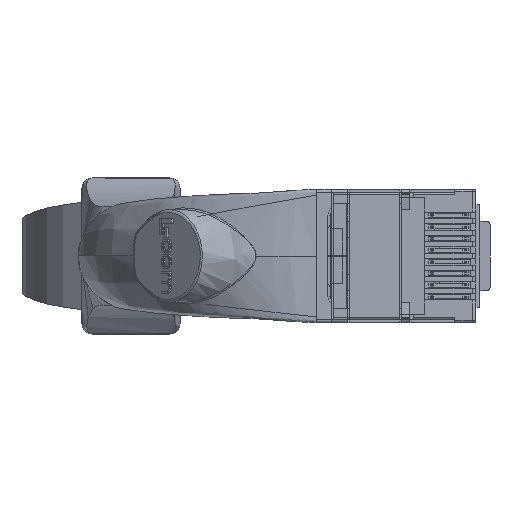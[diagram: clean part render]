
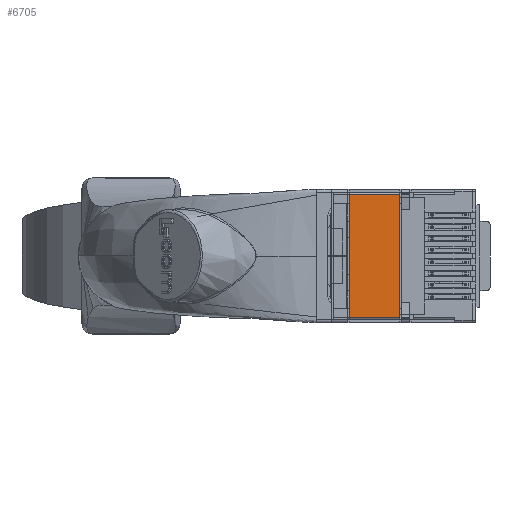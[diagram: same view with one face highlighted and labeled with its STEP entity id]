
A CAD part, left-side view. The second image highlights one B-rep face of the part: STEP entity #6705.
In plain terms, the highlighted face is planar.
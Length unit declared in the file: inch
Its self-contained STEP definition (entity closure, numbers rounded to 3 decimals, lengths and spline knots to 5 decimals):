
#1165 = ORIENTED_EDGE ( 'NONE', *, *, #44814, .F. ) ;
#4533 = VERTEX_POINT ( 'NONE', #11461 ) ;
#6187 = VERTEX_POINT ( 'NONE', #36953 ) ;
#6705 = ADVANCED_FACE ( 'NONE', ( #8236 ), #48061, .F. ) ;
#7089 = EDGE_CURVE ( 'NONE', #4533, #6187, #41489, .T. ) ;
#8236 = FACE_OUTER_BOUND ( 'NONE', #25742, .T. ) ;
#8649 = DIRECTION ( 'NONE',  ( -1., 0., 0. ) ) ;
#8995 = CARTESIAN_POINT ( 'NONE',  ( -0.24606, 0., 0.22992 ) ) ;
#11043 = ORIENTED_EDGE ( 'NONE', *, *, #48403, .T. ) ;
#11461 = CARTESIAN_POINT ( 'NONE',  ( 0.18898, 0., -0.2122 ) ) ;
#11509 = LINE ( 'NONE', #22300, #38595 ) ;
#12058 = CARTESIAN_POINT ( 'NONE',  ( 0.18898, 0., -0.22992 ) ) ;
#12381 = VECTOR ( 'NONE', #47038, 39.37008 ) ;
#15433 = AXIS2_PLACEMENT_3D ( 'NONE', #8995, #32252, #8649 ) ;
#19339 = CARTESIAN_POINT ( 'NONE',  ( 0.01575, 0., 0.2122 ) ) ;
#19473 = DIRECTION ( 'NONE',  ( 0., 0., 1. ) ) ;
#19578 = VERTEX_POINT ( 'NONE', #32088 ) ;
#19688 = VECTOR ( 'NONE', #44589, 39.37008 ) ;
#22300 = CARTESIAN_POINT ( 'NONE',  ( 0.01575, 0., -0.22992 ) ) ;
#25742 = EDGE_LOOP ( 'NONE', ( #26890, #37590, #1165, #11043 ) ) ;
#26890 = ORIENTED_EDGE ( 'NONE', *, *, #7089, .T. ) ;
#30045 = VERTEX_POINT ( 'NONE', #46116 ) ;
#30235 = DIRECTION ( 'NONE',  ( 0., 0., 1. ) ) ;
#32088 = CARTESIAN_POINT ( 'NONE',  ( 0.01575, 0., 0.2122 ) ) ;
#32252 = DIRECTION ( 'NONE',  ( 0., 1., 0. ) ) ;
#33371 = EDGE_CURVE ( 'NONE', #6187, #19578, #49305, .T. ) ;
#36953 = CARTESIAN_POINT ( 'NONE',  ( 0.18898, 0., 0.2122 ) ) ;
#37590 = ORIENTED_EDGE ( 'NONE', *, *, #33371, .T. ) ;
#38595 = VECTOR ( 'NONE', #30235, 39.37008 ) ;
#41489 = LINE ( 'NONE', #12058, #43957 ) ;
#43957 = VECTOR ( 'NONE', #19473, 39.37008 ) ;
#44073 = CARTESIAN_POINT ( 'NONE',  ( 0.18898, 0., -0.2122 ) ) ;
#44589 = DIRECTION ( 'NONE',  ( 1., 0., 0. ) ) ;
#44814 = EDGE_CURVE ( 'NONE', #30045, #19578, #11509, .T. ) ;
#44926 = LINE ( 'NONE', #44073, #19688 ) ;
#46116 = CARTESIAN_POINT ( 'NONE',  ( 0.01575, 0., -0.2122 ) ) ;
#47038 = DIRECTION ( 'NONE',  ( -1., 0., 0. ) ) ;
#48061 = PLANE ( 'NONE',  #15433 ) ;
#48403 = EDGE_CURVE ( 'NONE', #30045, #4533, #44926, .T. ) ;
#49305 = LINE ( 'NONE', #19339, #12381 ) ;
